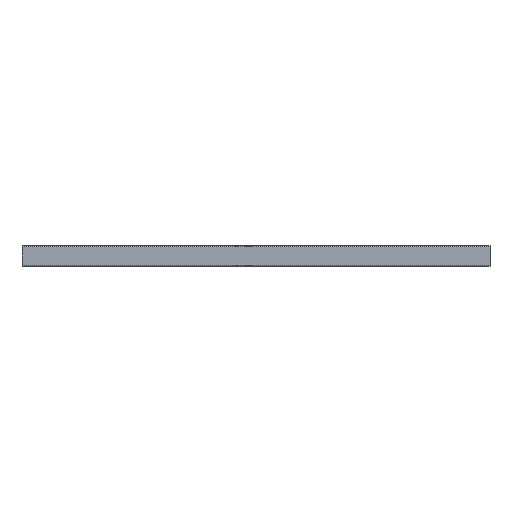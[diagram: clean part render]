
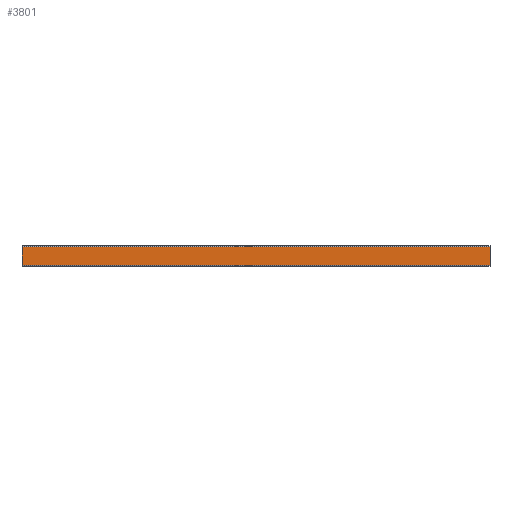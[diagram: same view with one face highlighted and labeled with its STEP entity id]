
A CAD part, left-side view. The second image highlights one B-rep face of the part: STEP entity #3801.
In plain terms, the highlighted planar face has unit normal (-1, 0, 0).
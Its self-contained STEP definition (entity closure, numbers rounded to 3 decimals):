
#196 = DIRECTION ( 'NONE',  ( 0., -1., 0. ) ) ;
#237 = VECTOR ( 'NONE', #196, 1000. ) ;
#250 = CARTESIAN_POINT ( 'NONE',  ( -6., 219., -7.5 ) ) ;
#455 = DIRECTION ( 'NONE',  ( 0., 1., 0. ) ) ;
#591 = LINE ( 'NONE', #4952, #2347 ) ;
#633 = ORIENTED_EDGE ( 'NONE', *, *, #1041, .T. ) ;
#1041 = EDGE_CURVE ( 'NONE', #4666, #1867, #3725, .T. ) ;
#1178 = DIRECTION ( 'NONE',  ( 0., -1., 0. ) ) ;
#1352 = EDGE_CURVE ( 'NONE', #4666, #3636, #591, .T. ) ;
#1393 = CARTESIAN_POINT ( 'NONE',  ( -6., 219., 1.5 ) ) ;
#1867 = VERTEX_POINT ( 'NONE', #4061 ) ;
#1883 = LINE ( 'NONE', #2297, #4208 ) ;
#2191 = CARTESIAN_POINT ( 'NONE',  ( -6., -8., -8. ) ) ;
#2297 = CARTESIAN_POINT ( 'NONE',  ( -6., -8., -8. ) ) ;
#2347 = VECTOR ( 'NONE', #3981, 1000. ) ;
#2800 = VECTOR ( 'NONE', #455, 1000. ) ;
#2860 = LINE ( 'NONE', #4781, #2800 ) ;
#3105 = EDGE_CURVE ( 'NONE', #1867, #5957, #1883, .T. ) ;
#3215 = EDGE_CURVE ( 'NONE', #5957, #3636, #2860, .T. ) ;
#3633 = ORIENTED_EDGE ( 'NONE', *, *, #1352, .F. ) ;
#3636 = VERTEX_POINT ( 'NONE', #1393 ) ;
#3725 = LINE ( 'NONE', #4526, #237 ) ;
#3801 = ADVANCED_FACE ( 'NONE', ( #5433 ), #4421, .T. ) ;
#3807 = DIRECTION ( 'NONE',  ( 0., 0., 1. ) ) ;
#3981 = DIRECTION ( 'NONE',  ( 0., 0., 1. ) ) ;
#4061 = CARTESIAN_POINT ( 'NONE',  ( -6., -8., -7.5 ) ) ;
#4126 = ORIENTED_EDGE ( 'NONE', *, *, #3105, .T. ) ;
#4208 = VECTOR ( 'NONE', #3807, 1000. ) ;
#4421 = PLANE ( 'NONE',  #6242 ) ;
#4526 = CARTESIAN_POINT ( 'NONE',  ( -6., -8., -7.5 ) ) ;
#4582 = ORIENTED_EDGE ( 'NONE', *, *, #3215, .T. ) ;
#4666 = VERTEX_POINT ( 'NONE', #250 ) ;
#4781 = CARTESIAN_POINT ( 'NONE',  ( -6., 219., 1.5 ) ) ;
#4844 = EDGE_LOOP ( 'NONE', ( #4126, #4582, #3633, #633 ) ) ;
#4952 = CARTESIAN_POINT ( 'NONE',  ( -6., 219., -8. ) ) ;
#5433 = FACE_OUTER_BOUND ( 'NONE', #4844, .T. ) ;
#5465 = DIRECTION ( 'NONE',  ( -1., 0., 0. ) ) ;
#5531 = CARTESIAN_POINT ( 'NONE',  ( -6., -8., 1.5 ) ) ;
#5957 = VERTEX_POINT ( 'NONE', #5531 ) ;
#6242 = AXIS2_PLACEMENT_3D ( 'NONE', #2191, #5465, #1178 ) ;
